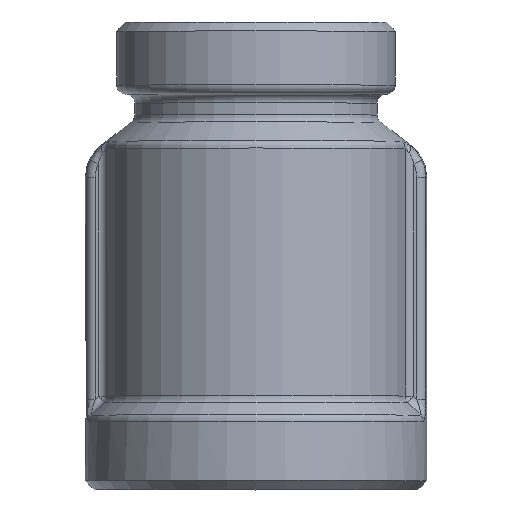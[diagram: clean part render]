
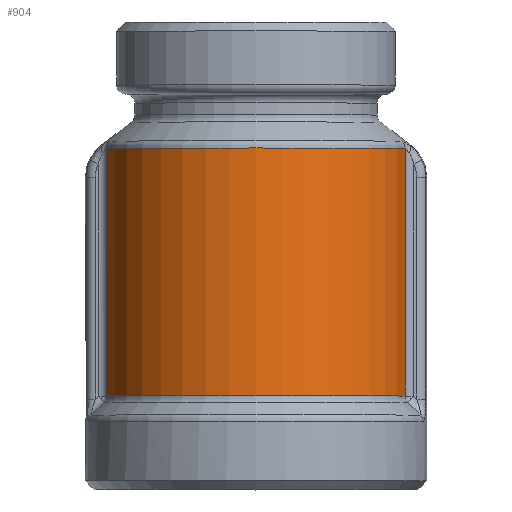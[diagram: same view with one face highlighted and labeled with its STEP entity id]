
A CAD part, top view. The second image highlights one B-rep face of the part: STEP entity #904.
In plain terms, the highlighted cylindrical face has radius 8.5 mm (diameter 17 mm), a partial arc.
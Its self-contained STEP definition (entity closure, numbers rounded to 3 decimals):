
#31=LINE('',#2006,#47);
#32=LINE('',#2010,#48);
#47=VECTOR('',#1245,13.783);
#48=VECTOR('',#1250,13.783);
#126=CYLINDRICAL_SURFACE('',#1017,8.5);
#201=FACE_OUTER_BOUND('',#281,.T.);
#281=EDGE_LOOP('',(#755,#756,#757,#758));
#363=CIRCLE('',#1012,8.5);
#366=CIRCLE('',#1018,8.5);
#440=VERTEX_POINT('',#1750);
#453=VERTEX_POINT('',#1988);
#455=VERTEX_POINT('',#2005);
#456=VERTEX_POINT('',#2009);
#561=EDGE_CURVE('',#440,#453,#363,.T.);
#565=EDGE_CURVE('',#453,#455,#31,.T.);
#567=EDGE_CURVE('',#456,#440,#32,.T.);
#568=EDGE_CURVE('',#455,#456,#366,.T.);
#755=ORIENTED_EDGE('',*,*,#561,.F.);
#756=ORIENTED_EDGE('',*,*,#567,.F.);
#757=ORIENTED_EDGE('',*,*,#568,.F.);
#758=ORIENTED_EDGE('',*,*,#565,.F.);
#904=ADVANCED_FACE('',(#201),#126,.T.);
#1012=AXIS2_PLACEMENT_3D('',#1995,#1236,#1237);
#1017=AXIS2_PLACEMENT_3D('',#2008,#1248,#1249);
#1018=AXIS2_PLACEMENT_3D('',#2011,#1251,#1252);
#1236=DIRECTION('center_axis',(0.,1.,0.));
#1237=DIRECTION('ref_axis',(0.,0.,1.));
#1245=DIRECTION('',(0.,-1.,0.));
#1248=DIRECTION('center_axis',(0.,-1.,0.));
#1249=DIRECTION('ref_axis',(1.,0.,0.));
#1250=DIRECTION('',(0.,1.,0.));
#1251=DIRECTION('center_axis',(0.,-1.,0.));
#1252=DIRECTION('ref_axis',(-1.,0.,0.));
#1750=CARTESIAN_POINT('',(-8.287,5.99,1.889));
#1988=CARTESIAN_POINT('',(8.287,5.99,1.889));
#1995=CARTESIAN_POINT('Origin',(0.,5.99,0.));
#2005=CARTESIAN_POINT('',(8.287,-7.793,1.889));
#2006=CARTESIAN_POINT('',(8.287,-0.882,1.889));
#2008=CARTESIAN_POINT('Origin',(0.,-0.882,0.));
#2009=CARTESIAN_POINT('',(-8.287,-7.793,1.889));
#2010=CARTESIAN_POINT('',(-8.287,-0.882,1.889));
#2011=CARTESIAN_POINT('Origin',(0.,-7.793,0.));
